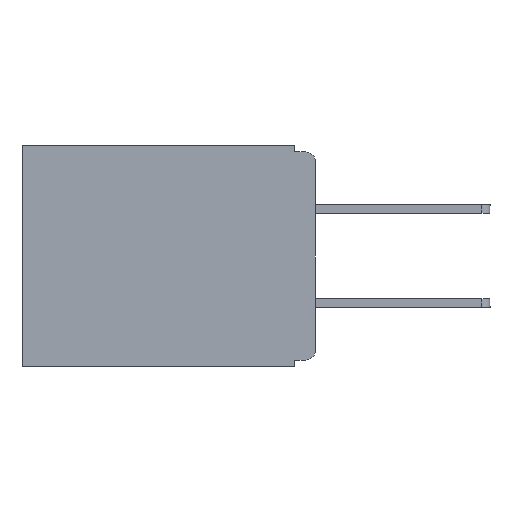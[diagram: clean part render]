
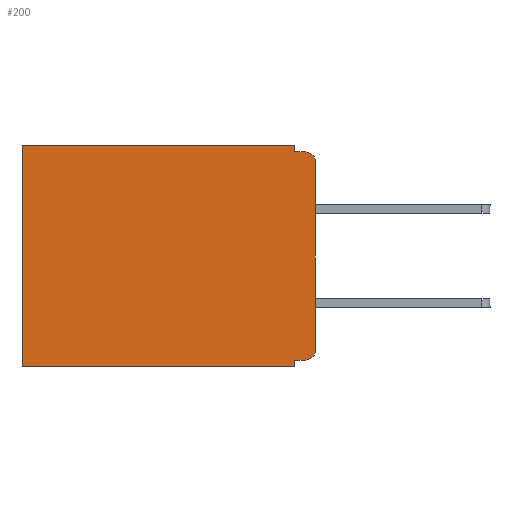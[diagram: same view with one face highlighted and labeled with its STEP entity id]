
A CAD part, left-side view. The second image highlights one B-rep face of the part: STEP entity #200.
In plain terms, the highlighted planar face has unit normal (-1, 0, 0).
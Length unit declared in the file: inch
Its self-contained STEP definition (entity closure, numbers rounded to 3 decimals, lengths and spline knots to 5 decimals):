
#200 = ADVANCED_FACE ( 'NONE', ( #7994 ), #5209, .F. ) ;
#216 = DIRECTION ( 'NONE',  ( 0., 0., -1. ) ) ;
#346 = EDGE_CURVE ( 'NONE', #7543, #10957, #9470, .T. ) ;
#456 = EDGE_CURVE ( 'NONE', #3501, #4463, #3965, .T. ) ;
#506 = CARTESIAN_POINT ( 'NONE',  ( 0.3, 0.437, -0.33 ) ) ;
#515 = CARTESIAN_POINT ( 'NONE',  ( 0.3, 0.031, -0.01 ) ) ;
#563 = EDGE_CURVE ( 'NONE', #7543, #9737, #7477, .T. ) ;
#885 = VERTEX_POINT ( 'NONE', #4956 ) ;
#955 = LINE ( 'NONE', #6227, #1238 ) ;
#1021 = AXIS2_PLACEMENT_3D ( 'NONE', #6658, #6442, #6237 ) ;
#1238 = VECTOR ( 'NONE', #10750, 39.37008 ) ;
#1333 = DIRECTION ( 'NONE',  ( 0., 1., 0. ) ) ;
#1357 = EDGE_CURVE ( 'NONE', #9737, #5334, #2122, .T. ) ;
#1516 = CARTESIAN_POINT ( 'NONE',  ( 0.3, 0., -0.305 ) ) ;
#1773 = VERTEX_POINT ( 'NONE', #2670 ) ;
#1953 = AXIS2_PLACEMENT_3D ( 'NONE', #6896, #6889, #6833 ) ;
#2122 = LINE ( 'NONE', #506, #2167 ) ;
#2167 = VECTOR ( 'NONE', #216, 39.37008 ) ;
#2352 = EDGE_CURVE ( 'NONE', #5372, #9930, #4005, .T. ) ;
#2355 = ORIENTED_EDGE ( 'NONE', *, *, #2352, .F. ) ;
#2392 = EDGE_LOOP ( 'NONE', ( #2355, #2608, #2723, #2890, #3243, #3020, #3284, #3591, #3503, #3620 ) ) ;
#2547 = CARTESIAN_POINT ( 'NONE',  ( 0.3, 0.437, -0.33 ) ) ;
#2607 = AXIS2_PLACEMENT_3D ( 'NONE', #8850, #8231, #5471 ) ;
#2608 = ORIENTED_EDGE ( 'NONE', *, *, #4489, .T. ) ;
#2625 = EDGE_CURVE ( 'NONE', #10957, #885, #2690, .T. ) ;
#2670 = CARTESIAN_POINT ( 'NONE',  ( 0.3, 0.015, -0.32 ) ) ;
#2690 = LINE ( 'NONE', #7118, #2740 ) ;
#2723 = ORIENTED_EDGE ( 'NONE', *, *, #2625, .F. ) ;
#2740 = VECTOR ( 'NONE', #7195, 39.37008 ) ;
#2797 = VECTOR ( 'NONE', #11719, 39.37008 ) ;
#2873 = CARTESIAN_POINT ( 'NONE',  ( 0.3, 0., -0.025 ) ) ;
#2890 = ORIENTED_EDGE ( 'NONE', *, *, #346, .F. ) ;
#3020 = ORIENTED_EDGE ( 'NONE', *, *, #1357, .T. ) ;
#3243 = ORIENTED_EDGE ( 'NONE', *, *, #563, .T. ) ;
#3280 = CIRCLE ( 'NONE', #1021, 0.015 ) ;
#3284 = ORIENTED_EDGE ( 'NONE', *, *, #7998, .F. ) ;
#3501 = VERTEX_POINT ( 'NONE', #10720 ) ;
#3503 = ORIENTED_EDGE ( 'NONE', *, *, #3998, .F. ) ;
#3582 = VECTOR ( 'NONE', #1333, 39.37008 ) ;
#3591 = ORIENTED_EDGE ( 'NONE', *, *, #456, .F. ) ;
#3620 = ORIENTED_EDGE ( 'NONE', *, *, #9533, .T. ) ;
#3909 = CARTESIAN_POINT ( 'NONE',  ( 0.3, 0.437, 0. ) ) ;
#3965 = LINE ( 'NONE', #5413, #2797 ) ;
#3969 = CARTESIAN_POINT ( 'NONE',  ( 0.3, 0., 0. ) ) ;
#3998 = EDGE_CURVE ( 'NONE', #1773, #3501, #955, .T. ) ;
#4005 = LINE ( 'NONE', #9345, #4060 ) ;
#4060 = VECTOR ( 'NONE', #10962, 39.37008 ) ;
#4337 = LINE ( 'NONE', #7522, #4497 ) ;
#4463 = VERTEX_POINT ( 'NONE', #10370 ) ;
#4489 = EDGE_CURVE ( 'NONE', #5372, #885, #3280, .T. ) ;
#4497 = VECTOR ( 'NONE', #7508, 39.37008 ) ;
#4521 = CIRCLE ( 'NONE', #1953, 0.015 ) ;
#4956 = CARTESIAN_POINT ( 'NONE',  ( 0.3, 0.015, -0.01 ) ) ;
#5209 = PLANE ( 'NONE',  #2607 ) ;
#5334 = VERTEX_POINT ( 'NONE', #2547 ) ;
#5372 = VERTEX_POINT ( 'NONE', #2873 ) ;
#5413 = CARTESIAN_POINT ( 'NONE',  ( 0.3, 0.031, -0.33 ) ) ;
#5471 = DIRECTION ( 'NONE',  ( 0., 0., -1. ) ) ;
#6227 = CARTESIAN_POINT ( 'NONE',  ( 0.3, 0., -0.32 ) ) ;
#6237 = DIRECTION ( 'NONE',  ( 0., 0., -1. ) ) ;
#6442 = DIRECTION ( 'NONE',  ( -1., 0., 0. ) ) ;
#6658 = CARTESIAN_POINT ( 'NONE',  ( 0.3, 0.015, -0.025 ) ) ;
#6833 = DIRECTION ( 'NONE',  ( 0., 0., -1. ) ) ;
#6845 = CARTESIAN_POINT ( 'NONE',  ( 0.3, 0.031, 0. ) ) ;
#6889 = DIRECTION ( 'NONE',  ( -1., 0., 0. ) ) ;
#6896 = CARTESIAN_POINT ( 'NONE',  ( 0.3, 0.015, -0.305 ) ) ;
#7118 = CARTESIAN_POINT ( 'NONE',  ( 0.3, 0., -0.01 ) ) ;
#7195 = DIRECTION ( 'NONE',  ( 0., -1., 0. ) ) ;
#7477 = LINE ( 'NONE', #3969, #3582 ) ;
#7508 = DIRECTION ( 'NONE',  ( 0., 1., 0. ) ) ;
#7522 = CARTESIAN_POINT ( 'NONE',  ( 0.3, 0., -0.33 ) ) ;
#7543 = VERTEX_POINT ( 'NONE', #6845 ) ;
#7994 = FACE_OUTER_BOUND ( 'NONE', #2392, .T. ) ;
#7998 = EDGE_CURVE ( 'NONE', #4463, #5334, #4337, .T. ) ;
#8231 = DIRECTION ( 'NONE',  ( 1., 0., 0. ) ) ;
#8850 = CARTESIAN_POINT ( 'NONE',  ( 0.3, 0., -0.33 ) ) ;
#9345 = CARTESIAN_POINT ( 'NONE',  ( 0.3, 0., -0.33 ) ) ;
#9470 = LINE ( 'NONE', #11468, #10659 ) ;
#9533 = EDGE_CURVE ( 'NONE', #1773, #9930, #4521, .T. ) ;
#9737 = VERTEX_POINT ( 'NONE', #3909 ) ;
#9930 = VERTEX_POINT ( 'NONE', #1516 ) ;
#10370 = CARTESIAN_POINT ( 'NONE',  ( 0.3, 0.031, -0.33 ) ) ;
#10659 = VECTOR ( 'NONE', #11131, 39.37008 ) ;
#10720 = CARTESIAN_POINT ( 'NONE',  ( 0.3, 0.031, -0.32 ) ) ;
#10750 = DIRECTION ( 'NONE',  ( 0., 1., 0. ) ) ;
#10957 = VERTEX_POINT ( 'NONE', #515 ) ;
#10962 = DIRECTION ( 'NONE',  ( 0., 0., -1. ) ) ;
#11131 = DIRECTION ( 'NONE',  ( 0., 0., -1. ) ) ;
#11468 = CARTESIAN_POINT ( 'NONE',  ( 0.3, 0.031, 0. ) ) ;
#11719 = DIRECTION ( 'NONE',  ( 0., 0., -1. ) ) ;
